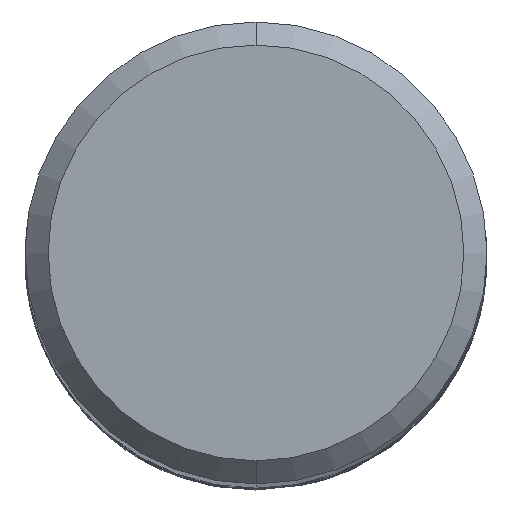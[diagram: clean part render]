
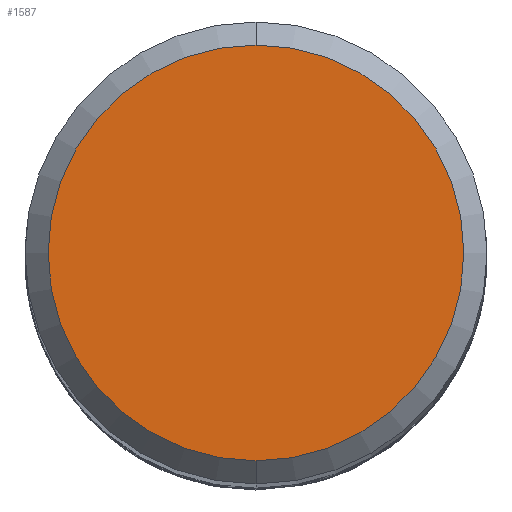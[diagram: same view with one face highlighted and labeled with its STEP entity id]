
A CAD part, top view. The second image highlights one B-rep face of the part: STEP entity #1587.
In plain terms, the highlighted planar face has unit normal (0, 0, 1).
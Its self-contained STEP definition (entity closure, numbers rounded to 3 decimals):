
#1391=VERTEX_POINT('',#3788);
#1587=ADVANCED_FACE('',(#4004),#4005,.T.);
#1975=EDGE_CURVE('',#2017,#1391,#4419,.T.);
#2017=VERTEX_POINT('',#4462);
#3075=EDGE_CURVE('',#1391,#2017,#5611,.T.);
#3788=CARTESIAN_POINT('',(0.,-3.6,0.0));
#4004=FACE_OUTER_BOUND('',#10379,.T.);
#4005=PLANE('',#10380);
#4419=CIRCLE('',#14048,3.6);
#4462=CARTESIAN_POINT('',(0.0,3.6,0.0));
#5611=CIRCLE('',#24906,3.6);
#10379=EDGE_LOOP('',(#30456,#30457));
#10380=AXIS2_PLACEMENT_3D('',#30458,#30459,#30460);
#14048=AXIS2_PLACEMENT_3D('',#30800,#30801,#30802);
#24906=AXIS2_PLACEMENT_3D('',#32067,#32068,#32069);
#30456=ORIENTED_EDGE('',*,*,#1975,.F.);
#30457=ORIENTED_EDGE('',*,*,#3075,.F.);
#30458=CARTESIAN_POINT('',(0.0,1.8,0.0));
#30459=DIRECTION('',(-0.0,0.0,1.0));
#30460=DIRECTION('',(0.0,-1.0,0.0));
#30800=CARTESIAN_POINT('',(0.0,0.0,0.0));
#30801=DIRECTION('',(0.0,0.0,-1.0));
#30802=DIRECTION('',(0.0,1.0,0.0));
#32067=CARTESIAN_POINT('',(0.0,0.0,0.0));
#32068=DIRECTION('',(0.0,0.0,-1.0));
#32069=DIRECTION('',(0.0,1.0,0.0));
